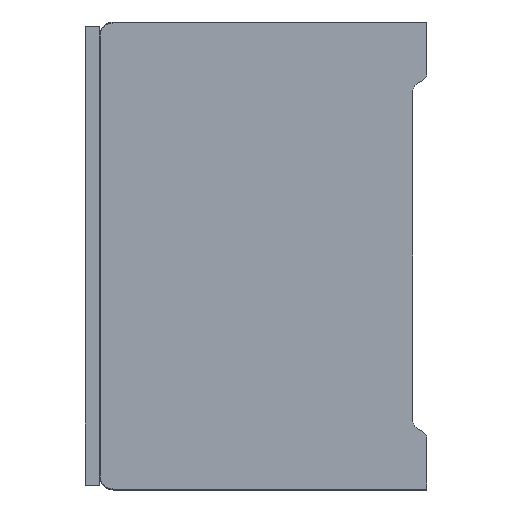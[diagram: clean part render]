
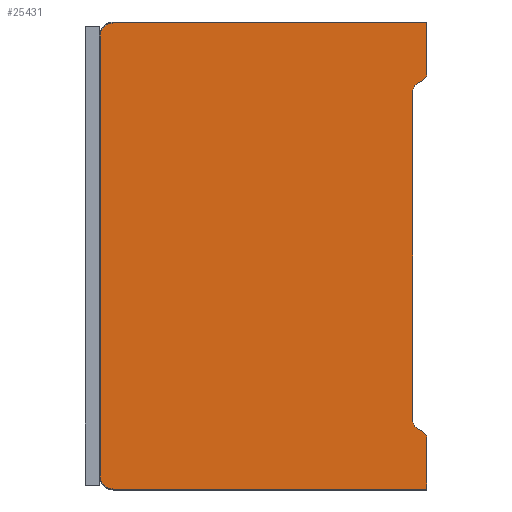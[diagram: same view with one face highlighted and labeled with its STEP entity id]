
A CAD part, left-side view. The second image highlights one B-rep face of the part: STEP entity #25431.
In plain terms, the highlighted planar face has unit normal (-1, 0, 0).
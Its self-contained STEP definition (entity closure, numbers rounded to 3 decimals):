
#3124=DIRECTION('',(0.,0.,1.));
#3125=VECTOR('',#3124,10.8);
#3126=CARTESIAN_POINT('',(0.,0.,-99.8));
#3127=LINE('',#3126,#3125);
#3164=DIRECTION('',(0.,0.,1.));
#3165=VECTOR('',#3164,70.226);
#3166=CARTESIAN_POINT('',(0.,3.,-85.113));
#3167=LINE('',#3166,#3165);
#3243=DIRECTION('',(0.,0.,1.));
#3244=VECTOR('',#3243,10.8);
#3245=CARTESIAN_POINT('',(0.,0.,-11.));
#3246=LINE('',#3245,#3244);
#3516=CARTESIAN_POINT('',(0.,67.,-97.));
#3517=DIRECTION('',(1.,0.,0.));
#3518=DIRECTION('',(0.,0.,-1.));
#3519=AXIS2_PLACEMENT_3D('',#3516,#3517,#3518);
#3521=CARTESIAN_POINT('',(0.,67.,-3.));
#3522=DIRECTION('',(1.,0.,0.));
#3523=DIRECTION('',(0.,1.,0.));
#3524=AXIS2_PLACEMENT_3D('',#3521,#3522,#3523);
#3526=CARTESIAN_POINT('',(0.,1.732,-11.));
#3527=DIRECTION('',(1.,0.,0.));
#3528=DIRECTION('',(0.,-1.,0.));
#3529=AXIS2_PLACEMENT_3D('',#3526,#3527,#3528);
#3531=DIRECTION('',(0.,0.866,-0.5));
#3532=VECTOR('',#3531,1.309);
#3533=CARTESIAN_POINT('',(0.,0.866,-12.5));
#3534=LINE('',#3533,#3532);
#3535=CARTESIAN_POINT('',(0.,1.,-14.887));
#3536=DIRECTION('',(-1.,0.,0.));
#3537=DIRECTION('',(0.,0.5,0.866));
#3538=AXIS2_PLACEMENT_3D('',#3535,#3536,#3537);
#3540=CARTESIAN_POINT('',(0.,1.,-85.113));
#3541=DIRECTION('',(-1.,0.,0.));
#3542=DIRECTION('',(0.,1.,0.));
#3543=AXIS2_PLACEMENT_3D('',#3540,#3541,#3542);
#3545=DIRECTION('',(0.,-0.866,-0.5));
#3546=VECTOR('',#3545,1.309);
#3547=CARTESIAN_POINT('',(0.,2.,-86.845));
#3548=LINE('',#3547,#3546);
#3549=CARTESIAN_POINT('',(0.,1.732,-89.));
#3550=DIRECTION('',(1.,0.,0.));
#3551=DIRECTION('',(0.,-0.5,0.866));
#3552=AXIS2_PLACEMENT_3D('',#3549,#3550,#3551);
#3558=DIRECTION('',(0.,-1.,0.));
#3559=VECTOR('',#3558,67.);
#3560=CARTESIAN_POINT('',(0.,67.,
-99.8));
#3561=LINE('',#3560,#3559);
#3562=DIRECTION('',(0.,0.,-1.));
#3563=VECTOR('',#3562,94.);
#3564=CARTESIAN_POINT('',(0.,69.8,
-3.));
#3565=LINE('',#3564,#3563);
#3585=DIRECTION('',(0.,1.,0.));
#3586=VECTOR('',#3585,67.);
#3587=CARTESIAN_POINT('',(0.,0.,-0.2));
#3588=LINE('',#3587,#3586);
#18789=CARTESIAN_POINT('',(0.,67.,
-99.8));
#18790=CARTESIAN_POINT('',(0.,69.8,
-97.));
#18791=VERTEX_POINT('',#18789);
#18792=VERTEX_POINT('',#18790);
#18793=CARTESIAN_POINT('',(0.,0.,-99.8));
#18794=VERTEX_POINT('',#18793);
#18795=CARTESIAN_POINT('',(0.,69.8,
-3.));
#18796=VERTEX_POINT('',#18795);
#18797=CARTESIAN_POINT('',(0.,67.,
-0.2));
#18798=VERTEX_POINT('',#18797);
#18799=CARTESIAN_POINT('',(0.,0.,-0.2));
#18800=VERTEX_POINT('',#18799);
#18801=CARTESIAN_POINT('',(0.,0.,-11.));
#18802=VERTEX_POINT('',#18801);
#18803=CARTESIAN_POINT('',(0.,0.866,-12.5));
#18804=VERTEX_POINT('',#18803);
#18805=CARTESIAN_POINT('',(0.,2.,-13.155));
#18806=VERTEX_POINT('',#18805);
#18807=CARTESIAN_POINT('',(0.,3.,-14.887));
#18808=VERTEX_POINT('',#18807);
#18809=CARTESIAN_POINT('',(0.,3.,-85.113));
#18810=VERTEX_POINT('',#18809);
#18811=CARTESIAN_POINT('',(0.,2.,-86.845));
#18812=VERTEX_POINT('',#18811);
#18813=CARTESIAN_POINT('',(0.,0.866,-87.5));
#18814=VERTEX_POINT('',#18813);
#18815=CARTESIAN_POINT('',(0.,0.,-89.));
#18816=VERTEX_POINT('',#18815);
#25406=CARTESIAN_POINT('',(0.,34.9,-50.));
#25407=DIRECTION('',(1.,0.,0.));
#25408=DIRECTION('',(0.,0.,1.));
#25409=AXIS2_PLACEMENT_3D('',#25406,#25407,#25408);
#25410=PLANE('',#25409);
#25412=ORIENTED_EDGE('',*,*,#25411,.F.);
#25413=ORIENTED_EDGE('',*,*,#25396,.T.);
#25415=ORIENTED_EDGE('',*,*,#25414,.F.);
#25417=ORIENTED_EDGE('',*,*,#25416,.T.);
#25419=ORIENTED_EDGE('',*,*,#25418,.F.);
#25420=ORIENTED_EDGE('',*,*,#25083,.F.);
#25421=ORIENTED_EDGE('',*,*,#25066,.T.);
#25422=ORIENTED_EDGE('',*,*,#25048,.T.);
#25423=ORIENTED_EDGE('',*,*,#25030,.T.);
#25424=ORIENTED_EDGE('',*,*,#24994,.F.);
#25425=ORIENTED_EDGE('',*,*,#24976,.T.);
#25426=ORIENTED_EDGE('',*,*,#24958,.T.);
#25427=ORIENTED_EDGE('',*,*,#24940,.T.);
#25428=ORIENTED_EDGE('',*,*,#24922,.F.);
#25429=EDGE_LOOP('',(#25412,#25413,#25415,#25417,#25419,#25420,#25421,#25422,
#25423,#25424,#25425,#25426,#25427,#25428));
#25430=FACE_OUTER_BOUND('',#25429,.F.);
#3520=CIRCLE('',#3519,2.8);
#3525=CIRCLE('',#3524,2.8);
#3530=CIRCLE('',#3529,1.732);
#3539=CIRCLE('',#3538,2.);
#3544=CIRCLE('',#3543,2.);
#3553=CIRCLE('',#3552,1.732);
#24922=EDGE_CURVE('',#18794,#18816,#3127,.T.);
#24940=EDGE_CURVE('',#18814,#18816,#3553,.T.);
#24958=EDGE_CURVE('',#18812,#18814,#3548,.T.);
#24976=EDGE_CURVE('',#18810,#18812,#3544,.T.);
#24994=EDGE_CURVE('',#18810,#18808,#3167,.T.);
#25030=EDGE_CURVE('',#18806,#18808,#3539,.T.);
#25048=EDGE_CURVE('',#18804,#18806,#3534,.T.);
#25066=EDGE_CURVE('',#18802,#18804,#3530,.T.);
#25083=EDGE_CURVE('',#18802,#18800,#3246,.T.);
#25396=EDGE_CURVE('',#18791,#18792,#3520,.T.);
#25411=EDGE_CURVE('',#18791,#18794,#3561,.T.);
#25414=EDGE_CURVE('',#18796,#18792,#3565,.T.);
#25416=EDGE_CURVE('',#18796,#18798,#3525,.T.);
#25418=EDGE_CURVE('',#18800,#18798,#3588,.T.);
#25431=ADVANCED_FACE('',(#25430),#25410,.F.);
